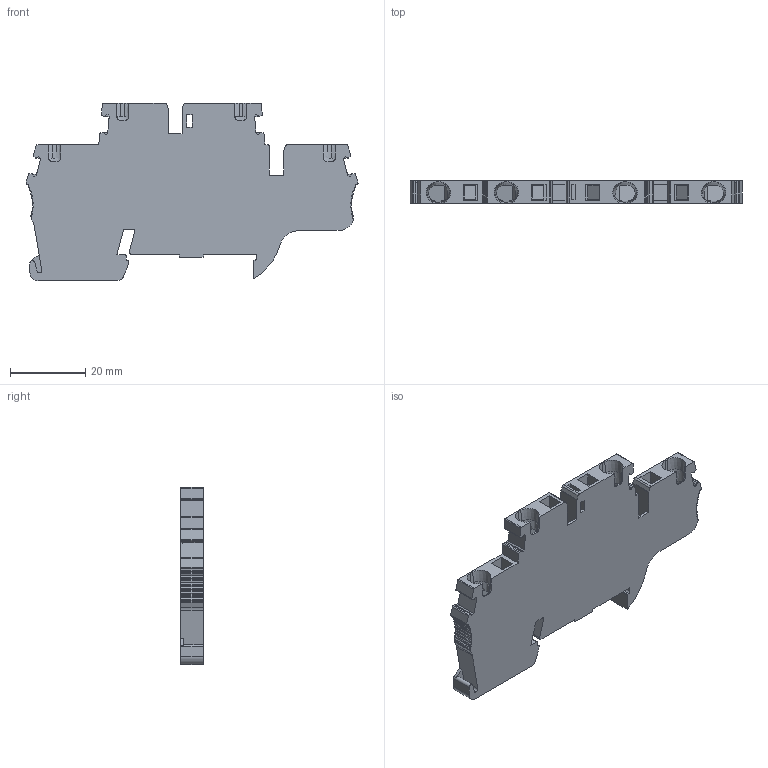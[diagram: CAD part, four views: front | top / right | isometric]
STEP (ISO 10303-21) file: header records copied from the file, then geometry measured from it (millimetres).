
FILE_DESCRIPTION(/* description */ ('Unknown'),/* implementation_level */ '2;1');
FILE_NAME(/* name */ 'SGQ4-2TH_SOLID',/* time_stamp */ '2023-02-03T10:46:50+05:00',/* author */ ('Unknown'),/* organization */ ('Unknown'),/* preprocessor_version */ 'ST-DEVELOPER v16.7',/* originating_system */ 'Solid Edge',/* authorisation */ 'Unknown');
FILE_SCHEMA (('AUTOMOTIVE_DESIGN {1 0 10303 214 3 1 1}'));
Length unit declared in the file: millimetre
Products named in the file (1): 6SGQ4-2TH
Bounding box: 88.08 x 6 x 47 mm (x, y, z)
Volume: 15962.6 mm3; surface area: 9007.7 mm2
Topology: 1 solids, 1 shells, 344 faces, 1034 edges, 696 vertices
Faces by surface type: plane 187, cylinder 145, cone 8, bspline 4
Entity records: 12207 total; most frequent: CARTESIAN_POINT 2611, ORIENTED_EDGE 2060, DIRECTION 2019, EDGE_CURVE 1030, VERTEX_POINT 696, AXIS2_PLACEMENT_3D 692, LINE 635, VECTOR 635
